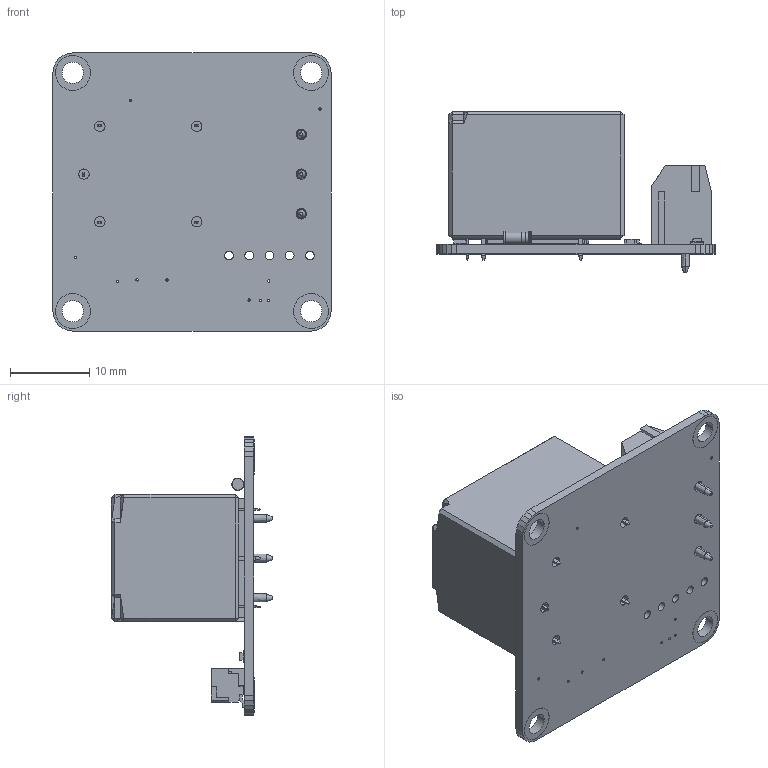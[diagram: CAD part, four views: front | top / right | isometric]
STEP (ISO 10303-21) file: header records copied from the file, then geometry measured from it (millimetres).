
FILE_DESCRIPTION (( 'STEP AP214' ), '1' );
FILE_NAME ('NSE-1150-1.step', '2020-11-24T23:18:22', ( '' ), ( '' ), 'SwSTEP 2.0', 'SolidWorks 2016', '' );
FILE_SCHEMA (( 'AUTOMOTIVE_DESIGN' ));
Length unit declared in the file: millimetre
Products named in the file (11): CON-1012-8; Board_NSE-1150-1; LED_0603; res_0603; js-m; OSTTC030162; rescax-8_1x2x0.5; sod-80; sot666; NSE-1150-1; Assem11^NSE-1150-1
Assembly tree (11 placements, depth 3):
  NSE-1150-1
    Assem11^NSE-1150-1
      Board_NSE-1150-1
      sod-80
      LED_0603
      OSTTC030162
      sot666  x2
      rescax-8_1x2x0.5
      res_0603
      CON-1012-8
      js-m
Bounding box: 35 x 20.3 x 35 mm (x, y, z)
Volume: 7222.9 mm3; surface area: 7014.9 mm2
Topology: 30 solids, 41 shells, 1445 faces, 3895 edges, 2533 vertices
Faces by surface type: plane 1061, bspline 270, cylinder 90, torus 16, cone 8
Entity records: 89399 total; most frequent: CARTESIAN_POINT 44416, ORIENTED_EDGE 7570, DIRECTION 5239, EDGE_CURVE 3795, LINE 2569, VECTOR 2569, VERTEX_POINT 2469, EDGE_LOOP 1512
